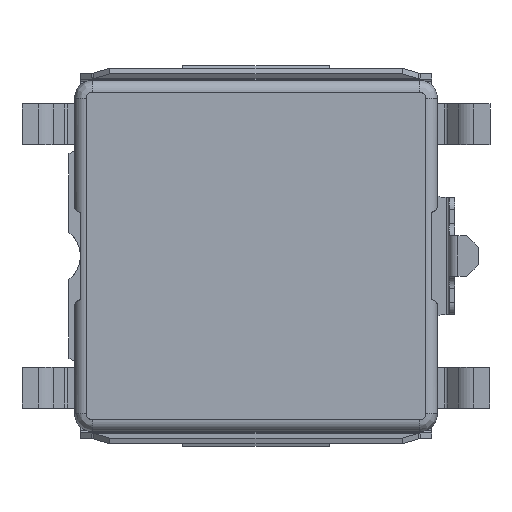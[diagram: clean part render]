
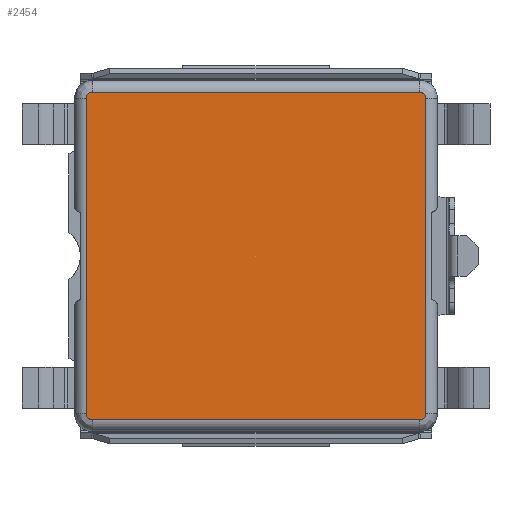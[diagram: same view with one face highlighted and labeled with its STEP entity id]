
A CAD part, front view. The second image highlights one B-rep face of the part: STEP entity #2454.
In plain terms, the highlighted planar face has unit normal (0, -1, 0).
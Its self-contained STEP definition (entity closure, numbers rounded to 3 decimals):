
#239 = VERTEX_POINT ( 'NONE', #8966 ) ;
#261 = EDGE_CURVE ( 'NONE', #239, #8614, #4725, .T. ) ;
#396 = CARTESIAN_POINT ( 'NONE',  ( -2.827, 0., 2.8 ) ) ;
#492 = CARTESIAN_POINT ( 'NONE',  ( -2.9, 0., -2.7 ) ) ;
#1023 = CARTESIAN_POINT ( 'NONE',  ( -2.9, 0., -2.727 ) ) ;
#1092 = LINE ( 'NONE', #492, #3366 ) ;
#1134 = DIRECTION ( 'NONE',  ( 0., -1., 0. ) ) ;
#1282 = LINE ( 'NONE', #1512, #3040 ) ;
#1341 = CARTESIAN_POINT ( 'NONE',  ( 2.8, 0., -2.8 ) ) ;
#1465 = CARTESIAN_POINT ( 'NONE',  ( 2.9, 0., 2.727 ) ) ;
#1512 = CARTESIAN_POINT ( 'NONE',  ( 2.8, 0., 2.8 ) ) ;
#1670 = EDGE_LOOP ( 'NONE', ( #7473, #5627, #3989, #7055, #8006, #3540, #3703, #2512 ) ) ;
#1806 = CARTESIAN_POINT ( 'NONE',  ( -2.8, 0., -2.8 ) ) ;
#1901 = CARTESIAN_POINT ( 'NONE',  ( -2.8, 0., 2.8 ) ) ;
#2123 = VERTEX_POINT ( 'NONE', #4637 ) ;
#2302 = DIRECTION ( 'NONE',  ( 0., 0., -1. ) ) ;
#2376 = CARTESIAN_POINT ( 'NONE',  ( -2.89, 0., -2.751 ) ) ;
#2454 = ADVANCED_FACE ( 'NONE', ( #7960 ), #5986, .T. ) ;
#2503 = VERTEX_POINT ( 'NONE', #6584 ) ;
#2512 = ORIENTED_EDGE ( 'NONE', *, *, #6425, .T. ) ;
#2570 = VERTEX_POINT ( 'NONE', #7462 ) ;
#2713 = CARTESIAN_POINT ( 'NONE',  ( 2.852, 0., 2.79 ) ) ;
#3040 = VECTOR ( 'NONE', #4225, 1000. ) ;
#3179 = VERTEX_POINT ( 'NONE', #6986 ) ;
#3199 = CARTESIAN_POINT ( 'NONE',  ( -2.9, 0., -2.7 ) ) ;
#3210 = CARTESIAN_POINT ( 'NONE',  ( -2.89, 0., 2.752 ) ) ;
#3286 = B_SPLINE_CURVE_WITH_KNOTS ( 'NONE', 3,
 ( #1341, #3378, #8251, #5367, #7618, #4766 ),
 .UNSPECIFIED., .F., .F.,
 ( 4, 2, 4 ),
 ( 0., 0.5, 1. ),
 .UNSPECIFIED. ) ;
#3366 = VECTOR ( 'NONE', #6627, 1000. ) ;
#3378 = CARTESIAN_POINT ( 'NONE',  ( 2.827, 0., -2.8 ) ) ;
#3540 = ORIENTED_EDGE ( 'NONE', *, *, #5047, .T. ) ;
#3685 = CARTESIAN_POINT ( 'NONE',  ( -2.852, 0., -2.79 ) ) ;
#3703 = ORIENTED_EDGE ( 'NONE', *, *, #5161, .T. ) ;
#3804 = CARTESIAN_POINT ( 'NONE',  ( -2.9, 0., 2.728 ) ) ;
#3820 = VERTEX_POINT ( 'NONE', #5495 ) ;
#3989 = ORIENTED_EDGE ( 'NONE', *, *, #261, .T. ) ;
#4048 = CARTESIAN_POINT ( 'NONE',  ( 2.828, 0., 2.8 ) ) ;
#4108 = VECTOR ( 'NONE', #8299, 1000. ) ;
#4178 = EDGE_CURVE ( 'NONE', #2123, #2570, #1282, .T. ) ;
#4185 = VECTOR ( 'NONE', #5645, 1000. ) ;
#4225 = DIRECTION ( 'NONE',  ( -1., 0., 0. ) ) ;
#4447 = AXIS2_PLACEMENT_3D ( 'NONE', #5892, #1134, #2302 ) ;
#4473 = B_SPLINE_CURVE_WITH_KNOTS ( 'NONE', 3,
 ( #6086, #1465, #6180, #2713, #4048, #7613 ),
 .UNSPECIFIED., .F., .F.,
 ( 4, 2, 4 ),
 ( 0., 0.5, 1. ),
 .UNSPECIFIED. ) ;
#4637 = CARTESIAN_POINT ( 'NONE',  ( 2.8, 0., 2.8 ) ) ;
#4725 = LINE ( 'NONE', #4854, #4108 ) ;
#4766 = CARTESIAN_POINT ( 'NONE',  ( 2.9, 0., -2.7 ) ) ;
#4779 = VERTEX_POINT ( 'NONE', #6992 ) ;
#4854 = CARTESIAN_POINT ( 'NONE',  ( 2.9, 0., -2.7 ) ) ;
#4871 = CARTESIAN_POINT ( 'NONE',  ( 2.8, 0., -2.8 ) ) ;
#5047 = EDGE_CURVE ( 'NONE', #2570, #3820, #6869, .T. ) ;
#5161 = EDGE_CURVE ( 'NONE', #3820, #4779, #1092, .T. ) ;
#5367 = CARTESIAN_POINT ( 'NONE',  ( 2.89, 0., -2.752 ) ) ;
#5495 = CARTESIAN_POINT ( 'NONE',  ( -2.9, 0., 2.7 ) ) ;
#5619 = EDGE_CURVE ( 'NONE', #3179, #239, #3286, .T. ) ;
#5627 = ORIENTED_EDGE ( 'NONE', *, *, #5619, .T. ) ;
#5645 = DIRECTION ( 'NONE',  ( 1., 0., 0. ) ) ;
#5775 = EDGE_CURVE ( 'NONE', #8614, #2123, #4473, .T. ) ;
#5892 = CARTESIAN_POINT ( 'NONE',  ( 2.8, 0., -2.7 ) ) ;
#5924 = CARTESIAN_POINT ( 'NONE',  ( -2.828, 0., -2.8 ) ) ;
#5986 = PLANE ( 'NONE',  #4447 ) ;
#6086 = CARTESIAN_POINT ( 'NONE',  ( 2.9, 0., 2.7 ) ) ;
#6180 = CARTESIAN_POINT ( 'NONE',  ( 2.89, 0., 2.751 ) ) ;
#6425 = EDGE_CURVE ( 'NONE', #4779, #2503, #8377, .T. ) ;
#6581 = CARTESIAN_POINT ( 'NONE',  ( -2.9, 0., 2.7 ) ) ;
#6584 = CARTESIAN_POINT ( 'NONE',  ( -2.8, 0., -2.8 ) ) ;
#6627 = DIRECTION ( 'NONE',  ( 0., 0., -1. ) ) ;
#6716 = CARTESIAN_POINT ( 'NONE',  ( -2.851, 0., 2.79 ) ) ;
#6869 = B_SPLINE_CURVE_WITH_KNOTS ( 'NONE', 3,
 ( #1901, #396, #6716, #3210, #3804, #6581 ),
 .UNSPECIFIED., .F., .F.,
 ( 4, 2, 4 ),
 ( 0., 0.5, 1. ),
 .UNSPECIFIED. ) ;
#6986 = CARTESIAN_POINT ( 'NONE',  ( 2.8, 0., -2.8 ) ) ;
#6992 = CARTESIAN_POINT ( 'NONE',  ( -2.9, 0., -2.7 ) ) ;
#7055 = ORIENTED_EDGE ( 'NONE', *, *, #5775, .T. ) ;
#7462 = CARTESIAN_POINT ( 'NONE',  ( -2.8, 0., 2.8 ) ) ;
#7473 = ORIENTED_EDGE ( 'NONE', *, *, #7975, .T. ) ;
#7613 = CARTESIAN_POINT ( 'NONE',  ( 2.8, 0., 2.8 ) ) ;
#7618 = CARTESIAN_POINT ( 'NONE',  ( 2.9, 0., -2.728 ) ) ;
#7675 = LINE ( 'NONE', #4871, #4185 ) ;
#7960 = FACE_OUTER_BOUND ( 'NONE', #1670, .T. ) ;
#7975 = EDGE_CURVE ( 'NONE', #2503, #3179, #7675, .T. ) ;
#8006 = ORIENTED_EDGE ( 'NONE', *, *, #4178, .T. ) ;
#8251 = CARTESIAN_POINT ( 'NONE',  ( 2.851, 0., -2.79 ) ) ;
#8299 = DIRECTION ( 'NONE',  ( 0., 0., 1. ) ) ;
#8377 = B_SPLINE_CURVE_WITH_KNOTS ( 'NONE', 3,
 ( #3199, #1023, #2376, #3685, #5924, #1806 ),
 .UNSPECIFIED., .F., .F.,
 ( 4, 2, 4 ),
 ( 0., 0.5, 1. ),
 .UNSPECIFIED. ) ;
#8614 = VERTEX_POINT ( 'NONE', #8928 ) ;
#8928 = CARTESIAN_POINT ( 'NONE',  ( 2.9, 0., 2.7 ) ) ;
#8966 = CARTESIAN_POINT ( 'NONE',  ( 2.9, 0., -2.7 ) ) ;
